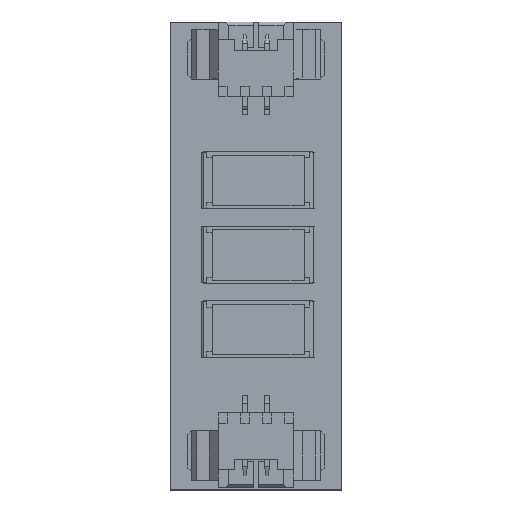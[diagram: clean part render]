
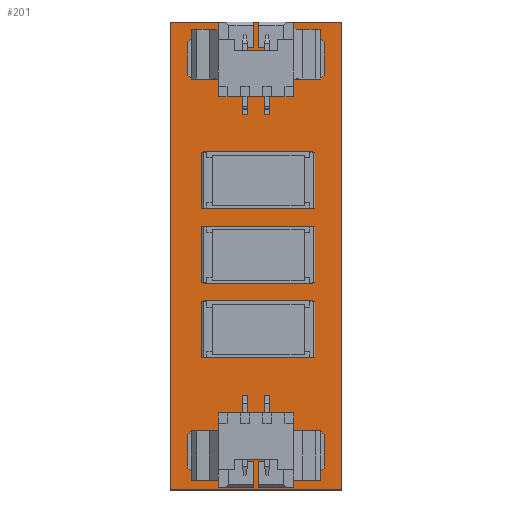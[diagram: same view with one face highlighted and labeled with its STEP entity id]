
A CAD part, top view. The second image highlights one B-rep face of the part: STEP entity #201.
In plain terms, the highlighted planar face has unit normal (0, 0, 1).
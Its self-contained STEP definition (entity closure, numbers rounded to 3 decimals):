
#72 = VERTEX_POINT('',#73);
#73 = CARTESIAN_POINT('',(0.,0.,0.411));
#79 = EDGE_CURVE('',#72,#80,#82,.T.);
#80 = VERTEX_POINT('',#81);
#81 = CARTESIAN_POINT('',(0.,26.289,0.411));
#82 = LINE('',#83,#84);
#83 = CARTESIAN_POINT('',(0.,0.,0.411));
#84 = VECTOR('',#85,1.);
#85 = DIRECTION('',(0.,1.,0.));
#110 = EDGE_CURVE('',#80,#111,#113,.T.);
#111 = VERTEX_POINT('',#112);
#112 = CARTESIAN_POINT('',(9.652,26.289,0.411));
#113 = LINE('',#114,#115);
#114 = CARTESIAN_POINT('',(0.,26.289,0.411));
#115 = VECTOR('',#116,1.);
#116 = DIRECTION('',(1.,0.,0.));
#141 = EDGE_CURVE('',#111,#142,#144,.T.);
#142 = VERTEX_POINT('',#143);
#143 = CARTESIAN_POINT('',(9.652,0.,0.411));
#144 = LINE('',#145,#146);
#145 = CARTESIAN_POINT('',(9.652,26.289,0.411));
#146 = VECTOR('',#147,1.);
#147 = DIRECTION('',(0.,-1.,0.));
#172 = EDGE_CURVE('',#142,#72,#173,.T.);
#173 = LINE('',#174,#175);
#174 = CARTESIAN_POINT('',(9.652,0.,0.411));
#175 = VECTOR('',#176,1.);
#176 = DIRECTION('',(-1.,0.,0.));
#201 = ADVANCED_FACE('',(#202),#208,.F.);
#202 = FACE_BOUND('',#203,.F.);
#203 = EDGE_LOOP('',(#204,#205,#206,#207));
#204 = ORIENTED_EDGE('',*,*,#79,.T.);
#205 = ORIENTED_EDGE('',*,*,#110,.T.);
#206 = ORIENTED_EDGE('',*,*,#141,.T.);
#207 = ORIENTED_EDGE('',*,*,#172,.T.);
#208 = PLANE('',#209);
#209 = AXIS2_PLACEMENT_3D('',#210,#211,#212);
#210 = CARTESIAN_POINT('',(4.826,13.144,0.411));
#211 = DIRECTION('',(-0.,-0.,-1.));
#212 = DIRECTION('',(-1.,0.,0.));
